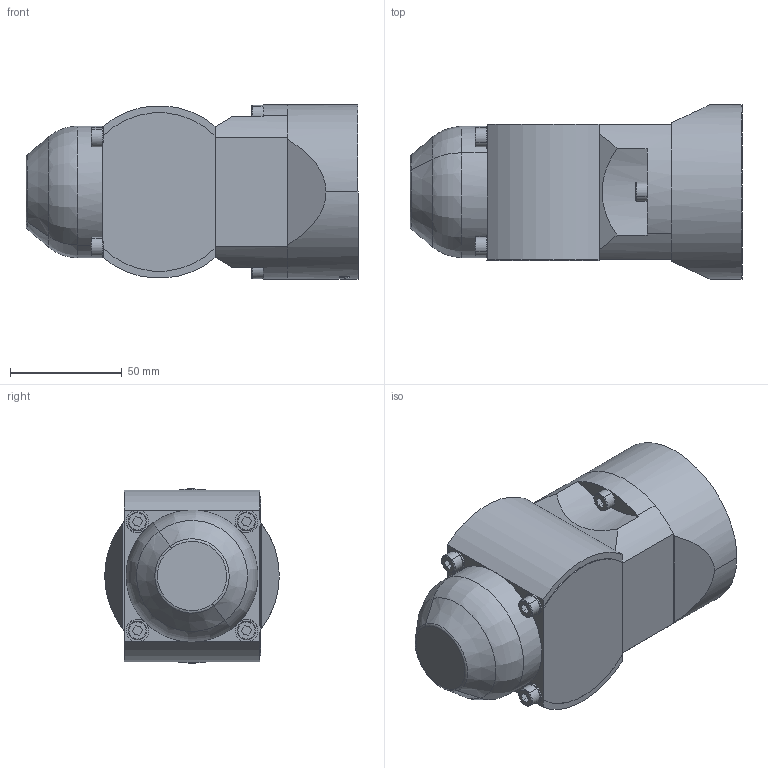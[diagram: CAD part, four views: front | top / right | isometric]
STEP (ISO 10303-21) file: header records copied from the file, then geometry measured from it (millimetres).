
FILE_DESCRIPTION(('FreeCAD Model'),'2;1');
FILE_NAME('Open CASCADE Shape Model','2021-11-14T03:59:31',('Author'),( ''),'Open CASCADE STEP processor 7.4','FreeCAD','Unknown');
FILE_SCHEMA(('CONFIG_CONTROL_DESIGN','SHAPE_APPEARANCE_LAYER_MIM'));
Length unit declared in the file: millimetre
Products named in the file (1): Compound005
Bounding box: 148.6 x 78 x 77.99 mm (x, y, z)
Volume: 568768 mm3; surface area: 44029.6 mm2
Topology: 1 solids, 1 shells, 183 faces, 489 edges, 310 vertices
Faces by surface type: plane 121, cylinder 42, torus 14, cone 4, bspline 2
Entity records: 14315 total; most frequent: CARTESIAN_POINT 4830, DIRECTION 1715, LINE 1035, VECTOR 1035, ORIENTED_EDGE 954, PCURVE 954, DEFINITIONAL_REPRESENTATION 954, EDGE_CURVE 477
